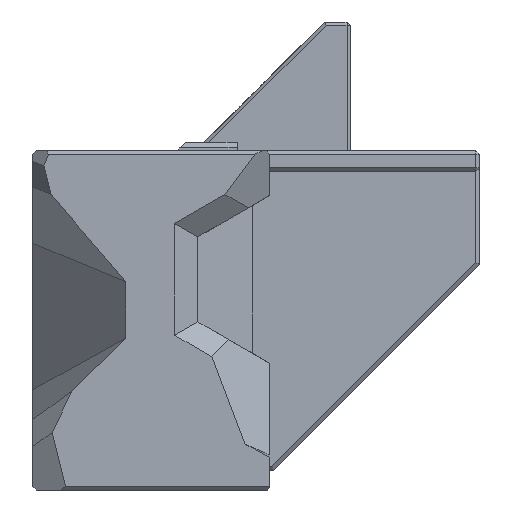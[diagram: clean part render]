
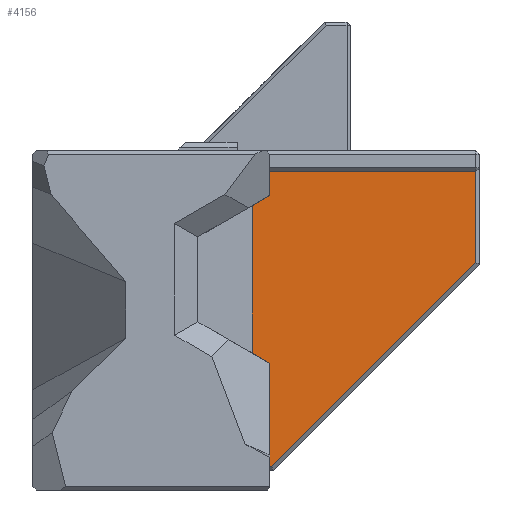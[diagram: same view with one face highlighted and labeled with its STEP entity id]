
A CAD part, left-side view. The second image highlights one B-rep face of the part: STEP entity #4156.
In plain terms, the highlighted planar face has unit normal (-1, 0, 0).
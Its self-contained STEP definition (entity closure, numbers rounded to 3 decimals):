
#137=PLANE('',#4474);
#377=FACE_OUTER_BOUND('',#634,.T.);
#634=EDGE_LOOP('',(#3496,#3497,#3498,#3499,#3500,#3501,#3502,#3503,#3504));
#854=LINE('',#5985,#1364);
#867=LINE('',#6012,#1377);
#1209=LINE('',#7557,#1719);
#1211=LINE('',#7561,#1721);
#1212=LINE('',#7563,#1722);
#1213=LINE('',#7564,#1723);
#1214=LINE('',#7566,#1724);
#1215=LINE('',#7568,#1725);
#1216=LINE('',#7569,#1726);
#1364=VECTOR('',#4662,12.855);
#1377=VECTOR('',#4679,3.601);
#1719=VECTOR('',#5335,24.8);
#1721=VECTOR('',#5339,1.034);
#1722=VECTOR('',#5340,33.61);
#1723=VECTOR('',#5341,10.634);
#1724=VECTOR('',#5342,10.);
#1725=VECTOR('',#5343,16.483);
#1726=VECTOR('',#5344,10.);
#1890=VERTEX_POINT('',#5982);
#1891=VERTEX_POINT('',#5984);
#1902=VERTEX_POINT('',#6009);
#1903=VERTEX_POINT('',#6011);
#2184=VERTEX_POINT('',#7556);
#2185=VERTEX_POINT('',#7560);
#2186=VERTEX_POINT('',#7562);
#2187=VERTEX_POINT('',#7565);
#2188=VERTEX_POINT('',#7567);
#2262=EDGE_CURVE('',#1891,#1890,#854,.T.);
#2275=EDGE_CURVE('',#1903,#1902,#867,.T.);
#2674=EDGE_CURVE('',#2184,#1903,#1209,.T.);
#2676=EDGE_CURVE('',#1890,#2185,#1211,.T.);
#2677=EDGE_CURVE('',#2185,#2186,#1212,.T.);
#2678=EDGE_CURVE('',#2186,#2184,#1213,.T.);
#2679=EDGE_CURVE('',#2187,#1902,#1214,.T.);
#2680=EDGE_CURVE('',#2187,#2188,#1215,.T.);
#2681=EDGE_CURVE('',#1891,#2188,#1216,.T.);
#3496=ORIENTED_EDGE('',*,*,#2262,.T.);
#3497=ORIENTED_EDGE('',*,*,#2676,.T.);
#3498=ORIENTED_EDGE('',*,*,#2677,.T.);
#3499=ORIENTED_EDGE('',*,*,#2678,.T.);
#3500=ORIENTED_EDGE('',*,*,#2674,.T.);
#3501=ORIENTED_EDGE('',*,*,#2275,.T.);
#3502=ORIENTED_EDGE('',*,*,#2679,.F.);
#3503=ORIENTED_EDGE('',*,*,#2680,.T.);
#3504=ORIENTED_EDGE('',*,*,#2681,.F.);
#4156=ADVANCED_FACE('',(#377),#137,.T.);
#4474=AXIS2_PLACEMENT_3D('',#7559,#5337,#5338);
#4662=DIRECTION('',(0.,0.,-1.));
#4679=DIRECTION('',(0.,0.,-1.));
#5335=DIRECTION('',(0.,1.,0.));
#5337=DIRECTION('center_axis',(-1.,0.,0.));
#5338=DIRECTION('ref_axis',(0.,-1.,0.));
#5339=DIRECTION('',(0.,-1.,0.));
#5340=DIRECTION('',(0.,-0.707,0.707));
#5341=DIRECTION('',(0.,0.,1.));
#5342=DIRECTION('',(0.,-0.866,0.5));
#5343=DIRECTION('',(0.,0.,-1.));
#5344=DIRECTION('',(0.,0.866,0.5));
#5982=CARTESIAN_POINT('',(-96.042,87.4,12.4));
#5984=CARTESIAN_POINT('',(-96.042,87.4,24.446));
#5985=CARTESIAN_POINT('',(-96.042,87.4,25.255));
#6009=CARTESIAN_POINT('',(-96.042,87.4,44.007));
#6011=CARTESIAN_POINT('',(-96.042,87.4,46.8));
#6012=CARTESIAN_POINT('',(-96.042,87.4,46.8));
#7556=CARTESIAN_POINT('',(-96.042,63.4,46.8));
#7557=CARTESIAN_POINT('',(-96.042,63.4,46.8));
#7559=CARTESIAN_POINT('Origin',(-96.042,115.,48.1));
#7560=CARTESIAN_POINT('',(-96.042,87.166,12.4));
#7561=CARTESIAN_POINT('',(-96.042,88.2,12.4));
#7562=CARTESIAN_POINT('',(-96.042,63.4,36.166));
#7563=CARTESIAN_POINT('',(-96.042,87.166,12.4));
#7564=CARTESIAN_POINT('',(-96.042,63.4,36.166));
#7565=CARTESIAN_POINT('',(-96.042,89.465,42.815));
#7566=CARTESIAN_POINT('',(-96.042,100.521,36.431));
#7567=CARTESIAN_POINT('',(-96.042,89.465,25.639));
#7568=CARTESIAN_POINT('',(-96.042,89.465,42.468));
#7569=CARTESIAN_POINT('',(-96.042,103.796,33.913));
